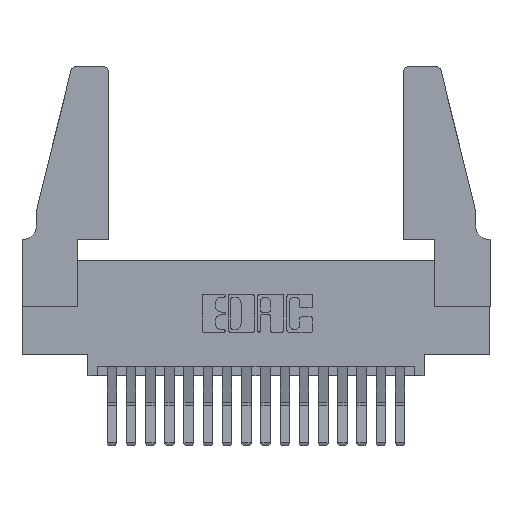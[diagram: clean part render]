
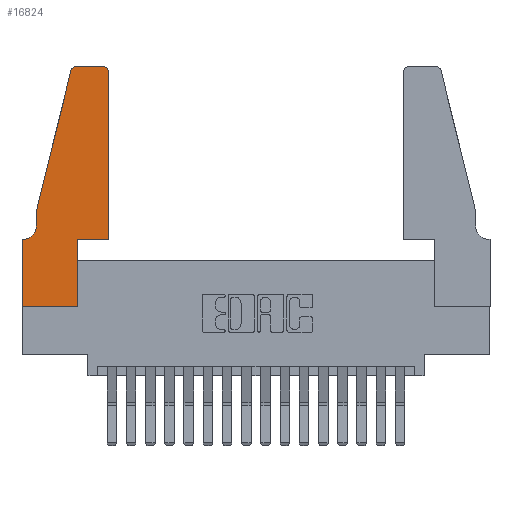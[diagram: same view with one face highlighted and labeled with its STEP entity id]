
A CAD part, top view. The second image highlights one B-rep face of the part: STEP entity #16824.
In plain terms, the highlighted planar face has unit normal (0, 0, 1).
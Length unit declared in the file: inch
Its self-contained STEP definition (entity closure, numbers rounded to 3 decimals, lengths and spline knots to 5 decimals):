
#80 = CARTESIAN_POINT ( 'NONE',  ( 0.2865, 0.35, 0.37 ) ) ;
#186 = CARTESIAN_POINT ( 'NONE',  ( 0.4205, 1.25, 0.37 ) ) ;
#723 = VECTOR ( 'NONE', #12684, 39.37008 ) ;
#838 = ORIENTED_EDGE ( 'NONE', *, *, #9520, .T. ) ;
#870 = EDGE_CURVE ( 'NONE', #4793, #12486, #15004, .T. ) ;
#1023 = DIRECTION ( 'NONE',  ( 0., -1., 0. ) ) ;
#1045 = VERTEX_POINT ( 'NONE', #10059 ) ;
#1057 = DIRECTION ( 'NONE',  ( 1., 0., 0. ) ) ;
#1185 = LINE ( 'NONE', #7083, #723 ) ;
#1351 = VECTOR ( 'NONE', #11350, 39.37008 ) ;
#1368 = CARTESIAN_POINT ( 'NONE',  ( 0.0055, 0.35, 0.37 ) ) ;
#1403 = VECTOR ( 'NONE', #10592, 39.37008 ) ;
#1453 = CIRCLE ( 'NONE', #12445, 0.07 ) ;
#1614 = CARTESIAN_POINT ( 'NONE',  ( 0.0755, 0.35, 0.37 ) ) ;
#1822 = CARTESIAN_POINT ( 'NONE',  ( 0., 0., 0.37 ) ) ;
#1833 = EDGE_CURVE ( 'NONE', #17520, #4793, #14964, .T. ) ;
#2226 = CARTESIAN_POINT ( 'NONE',  ( 0.0055, 0.42, 0.37 ) ) ;
#2971 = ORIENTED_EDGE ( 'NONE', *, *, #13635, .T. ) ;
#3062 = EDGE_CURVE ( 'NONE', #5741, #7706, #13837, .T. ) ;
#3543 = DIRECTION ( 'NONE',  ( 0., -1., 0. ) ) ;
#3696 = DIRECTION ( 'NONE',  ( -1., 0., 0. ) ) ;
#3768 = VECTOR ( 'NONE', #3543, 39.37008 ) ;
#3994 = LINE ( 'NONE', #6858, #7834 ) ;
#4180 = DIRECTION ( 'NONE',  ( -0.239, -0.971, 0. ) ) ;
#4574 = CARTESIAN_POINT ( 'NONE',  ( 0.0755, 0.5, 0.37 ) ) ;
#4793 = VERTEX_POINT ( 'NONE', #15481 ) ;
#4954 = EDGE_CURVE ( 'NONE', #8327, #9406, #15968, .T. ) ;
#5009 = DIRECTION ( 'NONE',  ( 1., 0., 0. ) ) ;
#5576 = VERTEX_POINT ( 'NONE', #11542 ) ;
#5741 = VERTEX_POINT ( 'NONE', #7781 ) ;
#6005 = VERTEX_POINT ( 'NONE', #15211 ) ;
#6341 = ORIENTED_EDGE ( 'NONE', *, *, #15938, .T. ) ;
#6395 = CARTESIAN_POINT ( 'NONE',  ( 0.4505, 0.35, 0.37 ) ) ;
#6548 = DIRECTION ( 'NONE',  ( 0., 0., 1. ) ) ;
#6584 = LINE ( 'NONE', #10779, #9844 ) ;
#6682 = ORIENTED_EDGE ( 'NONE', *, *, #7444, .T. ) ;
#6858 = CARTESIAN_POINT ( 'NONE',  ( 0., 0., 0.37 ) ) ;
#7083 = CARTESIAN_POINT ( 'NONE',  ( 0., 0., 0.37 ) ) ;
#7225 = EDGE_CURVE ( 'NONE', #12486, #5576, #17877, .T. ) ;
#7444 = EDGE_CURVE ( 'NONE', #9406, #13943, #3994, .T. ) ;
#7706 = VERTEX_POINT ( 'NONE', #80 ) ;
#7781 = CARTESIAN_POINT ( 'NONE',  ( 0.2865, 0., 0.37 ) ) ;
#7834 = VECTOR ( 'NONE', #1023, 39.37008 ) ;
#8327 = VERTEX_POINT ( 'NONE', #1368 ) ;
#8393 = AXIS2_PLACEMENT_3D ( 'NONE', #17392, #17545, #5009 ) ;
#8623 = LINE ( 'NONE', #15507, #1351 ) ;
#9406 = VERTEX_POINT ( 'NONE', #18093 ) ;
#9520 = EDGE_CURVE ( 'NONE', #6005, #1045, #8623, .T. ) ;
#9654 = ORIENTED_EDGE ( 'NONE', *, *, #7225, .T. ) ;
#9663 = CIRCLE ( 'NONE', #11473, 0.03 ) ;
#9693 = DIRECTION ( 'NONE',  ( 0., 0., 1. ) ) ;
#9844 = VECTOR ( 'NONE', #13627, 39.37008 ) ;
#10059 = CARTESIAN_POINT ( 'NONE',  ( 0.4505, 1.22, 0.37 ) ) ;
#10304 = ORIENTED_EDGE ( 'NONE', *, *, #4954, .T. ) ;
#10592 = DIRECTION ( 'NONE',  ( 1., 0., 0. ) ) ;
#10779 = CARTESIAN_POINT ( 'NONE',  ( 0.2605, 1.25, 0.37 ) ) ;
#11350 = DIRECTION ( 'NONE',  ( 0., 1., 0. ) ) ;
#11473 = AXIS2_PLACEMENT_3D ( 'NONE', #18067, #9693, #1057 ) ;
#11542 = CARTESIAN_POINT ( 'NONE',  ( 0.0755, 0.42, 0.37 ) ) ;
#11561 = CARTESIAN_POINT ( 'NONE',  ( 0.2865, 0.35, 0.37 ) ) ;
#11827 = EDGE_CURVE ( 'NONE', #12240, #17520, #6584, .T. ) ;
#11918 = LINE ( 'NONE', #6395, #1403 ) ;
#12026 = CARTESIAN_POINT ( 'NONE',  ( 0.0755, 0.5, 0.37 ) ) ;
#12114 = ORIENTED_EDGE ( 'NONE', *, *, #11827, .T. ) ;
#12178 = DIRECTION ( 'NONE',  ( 0., 0., -1. ) ) ;
#12240 = VERTEX_POINT ( 'NONE', #186 ) ;
#12290 = DIRECTION ( 'NONE',  ( 0., 1., 0. ) ) ;
#12385 = FACE_OUTER_BOUND ( 'NONE', #16702, .T. ) ;
#12445 = AXIS2_PLACEMENT_3D ( 'NONE', #2226, #12178, #3696 ) ;
#12486 = VERTEX_POINT ( 'NONE', #18105 ) ;
#12684 = DIRECTION ( 'NONE',  ( 1., 0., 0. ) ) ;
#13410 = VECTOR ( 'NONE', #12290, 39.37008 ) ;
#13627 = DIRECTION ( 'NONE',  ( -1., 0., 0. ) ) ;
#13635 = EDGE_CURVE ( 'NONE', #1045, #12240, #9663, .T. ) ;
#13837 = LINE ( 'NONE', #11561, #13410 ) ;
#13943 = VERTEX_POINT ( 'NONE', #1822 ) ;
#14712 = ORIENTED_EDGE ( 'NONE', *, *, #1833, .T. ) ;
#14847 = CARTESIAN_POINT ( 'NONE',  ( 0., 0.35, 0.37 ) ) ;
#14964 = CIRCLE ( 'NONE', #8393, 0.03 ) ;
#15004 = LINE ( 'NONE', #4574, #18336 ) ;
#15101 = AXIS2_PLACEMENT_3D ( 'NONE', #14847, #6548, #16249 ) ;
#15211 = CARTESIAN_POINT ( 'NONE',  ( 0.4505, 0.35, 0.37 ) ) ;
#15481 = CARTESIAN_POINT ( 'NONE',  ( 0.25487, 1.22718, 0.37 ) ) ;
#15507 = CARTESIAN_POINT ( 'NONE',  ( 0.4505, 0.35, 0.37 ) ) ;
#15938 = EDGE_CURVE ( 'NONE', #5576, #8327, #1453, .T. ) ;
#15968 = LINE ( 'NONE', #1614, #16412 ) ;
#16226 = CARTESIAN_POINT ( 'NONE',  ( 0.284, 1.25, 0.37 ) ) ;
#16249 = DIRECTION ( 'NONE',  ( 1., 0., 0. ) ) ;
#16271 = ORIENTED_EDGE ( 'NONE', *, *, #18034, .T. ) ;
#16412 = VECTOR ( 'NONE', #17231, 39.37008 ) ;
#16702 = EDGE_LOOP ( 'NONE', ( #12114, #14712, #17608, #9654, #6341, #10304, #6682, #17686, #17499, #16271, #838, #2971 ) ) ;
#16824 = ADVANCED_FACE ( 'NONE', ( #12385 ), #17587, .T. ) ;
#17088 = EDGE_CURVE ( 'NONE', #13943, #5741, #1185, .T. ) ;
#17231 = DIRECTION ( 'NONE',  ( -1., 0., 0. ) ) ;
#17392 = CARTESIAN_POINT ( 'NONE',  ( 0.284, 1.22, 0.37 ) ) ;
#17499 = ORIENTED_EDGE ( 'NONE', *, *, #3062, .T. ) ;
#17520 = VERTEX_POINT ( 'NONE', #16226 ) ;
#17545 = DIRECTION ( 'NONE',  ( 0., 0., 1. ) ) ;
#17587 = PLANE ( 'NONE',  #15101 ) ;
#17608 = ORIENTED_EDGE ( 'NONE', *, *, #870, .T. ) ;
#17686 = ORIENTED_EDGE ( 'NONE', *, *, #17088, .T. ) ;
#17877 = LINE ( 'NONE', #12026, #3768 ) ;
#18034 = EDGE_CURVE ( 'NONE', #7706, #6005, #11918, .T. ) ;
#18067 = CARTESIAN_POINT ( 'NONE',  ( 0.4205, 1.22, 0.37 ) ) ;
#18093 = CARTESIAN_POINT ( 'NONE',  ( 0., 0.35, 0.37 ) ) ;
#18105 = CARTESIAN_POINT ( 'NONE',  ( 0.0755, 0.5, 0.37 ) ) ;
#18336 = VECTOR ( 'NONE', #4180, 39.37008 ) ;
